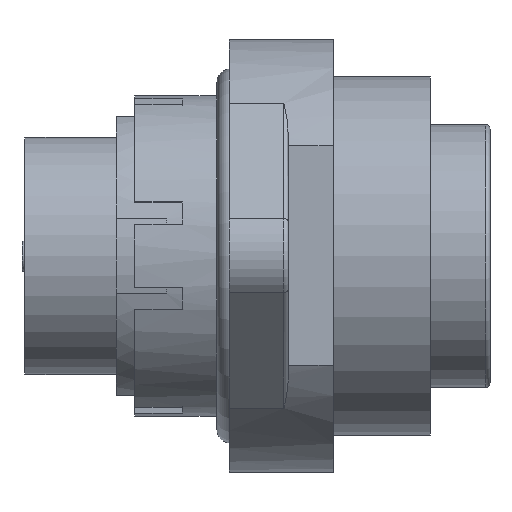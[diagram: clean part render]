
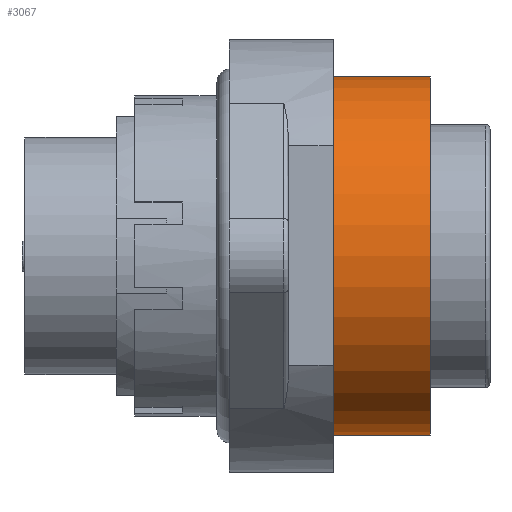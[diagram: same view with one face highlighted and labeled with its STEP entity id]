
A CAD part, top view. The second image highlights one B-rep face of the part: STEP entity #3067.
In plain terms, the highlighted cylindrical face has radius 12 mm (diameter 24 mm), a full revolution.
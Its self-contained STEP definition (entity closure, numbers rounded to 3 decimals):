
#255=CYLINDRICAL_SURFACE('',#3916,12.);
#478=EDGE_LOOP('',(#1087));
#479=EDGE_LOOP('',(#1088));
#856=CIRCLE('',#3908,12.);
#860=CIRCLE('',#3915,12.);
#1087=ORIENTED_EDGE('',*,*,#2057,.F.);
#1088=ORIENTED_EDGE('',*,*,#2061,.T.);
#2057=EDGE_CURVE('',#3568,#3568,#856,.T.);
#2061=EDGE_CURVE('',#3572,#3572,#860,.T.);
#3067=ADVANCED_FACE('',(#3300,#3301),#255,.T.);
#3300=FACE_BOUND('',#478,.T.);
#3301=FACE_BOUND('',#479,.T.);
#3568=VERTEX_POINT('',#5609);
#3572=VERTEX_POINT('',#5620);
#3908=AXIS2_PLACEMENT_3D('',#5608,#4403,#4404);
#3915=AXIS2_PLACEMENT_3D('',#5619,#4417,#4418);
#3916=AXIS2_PLACEMENT_3D('',#5621,#4419,#4420);
#4403=DIRECTION('',(1.,0.,0.));
#4404=DIRECTION('',(0.,0.,-1.));
#4417=DIRECTION('',(1.,0.,0.));
#4418=DIRECTION('',(0.,0.,-1.));
#4419=DIRECTION('',(1.,0.,0.));
#4420=DIRECTION('',(0.,0.,-1.));
#5608=CARTESIAN_POINT('',(19.8,0.,0.));
#5609=CARTESIAN_POINT('',(19.8,0.,-12.));
#5619=CARTESIAN_POINT('',(13.3,0.,0.));
#5620=CARTESIAN_POINT('',(13.3,0.,-12.));
#5621=CARTESIAN_POINT('',(16.55,0.,0.));
